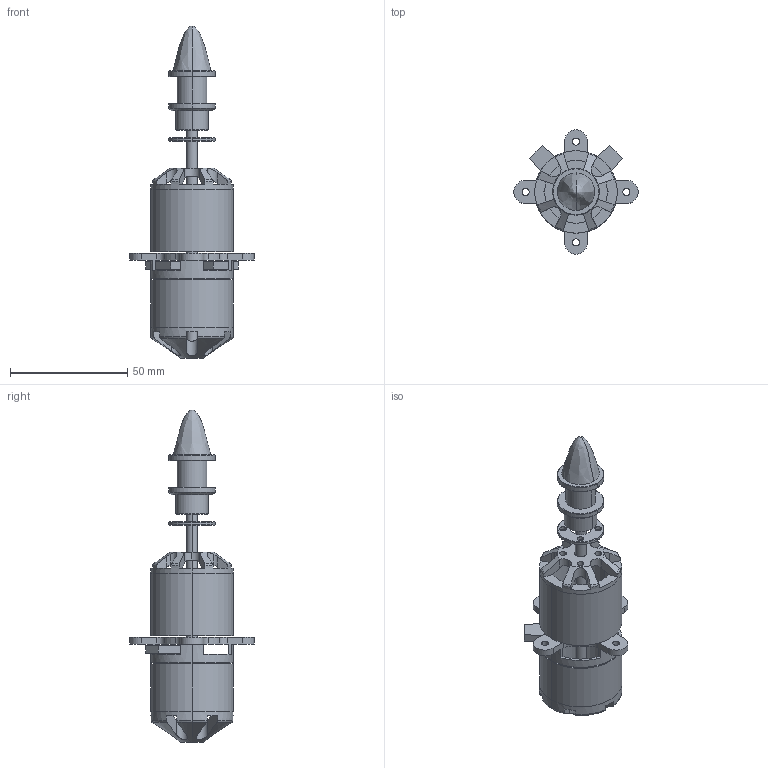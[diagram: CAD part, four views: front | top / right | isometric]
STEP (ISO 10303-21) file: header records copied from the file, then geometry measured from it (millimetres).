
FILE_DESCRIPTION (( 'STEP AP214' ), '1' );
FILE_NAME ('Himax CR3516 Contra-Rotating Motor.STEP', '2020-02-20T13:17:31', ( '' ), ( '' ), 'SwSTEP 2.0', 'SolidWorks 2018', '' );
FILE_SCHEMA (( 'AUTOMOTIVE_DESIGN' ));
Length unit declared in the file: inch
Products named in the file (1): Himax CR3516 Contra-Rotating Motor
Bounding box: 52.98 x 52.98 x 141.58 mm (x, y, z)
Volume: 32931.2 mm3; surface area: 26340.8 mm2
Topology: 9 solids, 9 shells, 231 faces, 678 edges, 441 vertices
Faces by surface type: cylinder 99, plane 91, cone 24, torus 15, bspline 2
Entity records: 8869 total; most frequent: CARTESIAN_POINT 2431, ORIENTED_EDGE 1352, DIRECTION 1283, EDGE_CURVE 676, AXIS2_PLACEMENT_3D 507, VERTEX_POINT 441, EDGE_LOOP 279, CIRCLE 277
